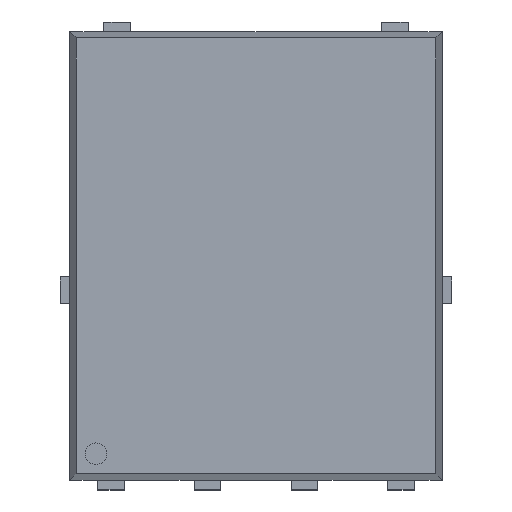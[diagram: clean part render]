
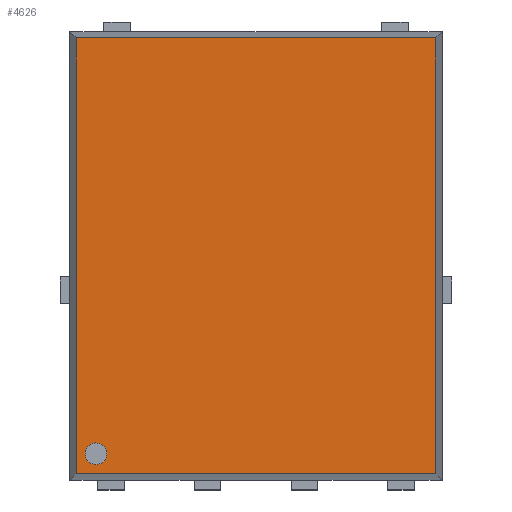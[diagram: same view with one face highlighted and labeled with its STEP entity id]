
A CAD part, top view. The second image highlights one B-rep face of the part: STEP entity #4626.
In plain terms, the highlighted planar face has unit normal (0, 0, 1).
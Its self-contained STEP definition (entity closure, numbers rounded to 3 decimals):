
#3743 = VERTEX_POINT('',#3744);
#3744 = CARTESIAN_POINT('',(-2.103,-2.743,1.1));
#3750 = EDGE_CURVE('',#3751,#3743,#3753,.T.);
#3751 = VERTEX_POINT('',#3752);
#3752 = CARTESIAN_POINT('',(-2.103,-2.458,1.1));
#3753 = CIRCLE('',#3754,0.142);
#3754 = AXIS2_PLACEMENT_3D('',#3755,#3756,#3757);
#3755 = CARTESIAN_POINT('',(-2.103,-2.601,1.1));
#3756 = DIRECTION('',(-0.,0.,1.));
#3757 = DIRECTION('',(0.,-1.,0.));
#4478 = EDGE_CURVE('',#4479,#4481,#4483,.T.);
#4479 = VERTEX_POINT('',#4480);
#4480 = CARTESIAN_POINT('',(-2.364,-2.864,1.1));
#4481 = VERTEX_POINT('',#4482);
#4482 = CARTESIAN_POINT('',(2.364,-2.864,1.1));
#4483 = LINE('',#4484,#4485);
#4484 = CARTESIAN_POINT('',(-2.45,-2.864,1.1));
#4485 = VECTOR('',#4486,1.);
#4486 = DIRECTION('',(1.,0.,0.));
#4537 = EDGE_CURVE('',#4481,#4538,#4540,.T.);
#4538 = VERTEX_POINT('',#4539);
#4539 = CARTESIAN_POINT('',(2.364,2.864,1.1));
#4540 = LINE('',#4541,#4542);
#4541 = CARTESIAN_POINT('',(2.364,-2.95,1.1));
#4542 = VECTOR('',#4543,1.);
#4543 = DIRECTION('',(0.,1.,0.));
#4568 = EDGE_CURVE('',#4538,#4569,#4571,.T.);
#4569 = VERTEX_POINT('',#4570);
#4570 = CARTESIAN_POINT('',(-2.364,2.864,1.1));
#4571 = LINE('',#4572,#4573);
#4572 = CARTESIAN_POINT('',(2.45,2.864,1.1));
#4573 = VECTOR('',#4574,1.);
#4574 = DIRECTION('',(-1.,0.,0.));
#4606 = EDGE_CURVE('',#4569,#4479,#4607,.T.);
#4607 = LINE('',#4608,#4609);
#4608 = CARTESIAN_POINT('',(-2.364,2.95,1.1));
#4609 = VECTOR('',#4610,1.);
#4610 = DIRECTION('',(0.,-1.,0.));
#4626 = ADVANCED_FACE('',(#4627,#4637),#4643,.T.);
#4627 = FACE_BOUND('',#4628,.T.);
#4628 = EDGE_LOOP('',(#4629,#4636));
#4629 = ORIENTED_EDGE('',*,*,#4630,.F.);
#4630 = EDGE_CURVE('',#3743,#3751,#4631,.T.);
#4631 = CIRCLE('',#4632,0.142);
#4632 = AXIS2_PLACEMENT_3D('',#4633,#4634,#4635);
#4633 = CARTESIAN_POINT('',(-2.103,-2.601,1.1));
#4634 = DIRECTION('',(-0.,0.,1.));
#4635 = DIRECTION('',(0.,-1.,0.));
#4636 = ORIENTED_EDGE('',*,*,#3750,.F.);
#4637 = FACE_BOUND('',#4638,.T.);
#4638 = EDGE_LOOP('',(#4639,#4640,#4641,#4642));
#4639 = ORIENTED_EDGE('',*,*,#4606,.T.);
#4640 = ORIENTED_EDGE('',*,*,#4478,.T.);
#4641 = ORIENTED_EDGE('',*,*,#4537,.T.);
#4642 = ORIENTED_EDGE('',*,*,#4568,.T.);
#4643 = PLANE('',#4644);
#4644 = AXIS2_PLACEMENT_3D('',#4645,#4646,#4647);
#4645 = CARTESIAN_POINT('',(0.,0.,1.1));
#4646 = DIRECTION('',(0.,0.,1.));
#4647 = DIRECTION('',(0.,-1.,0.));
